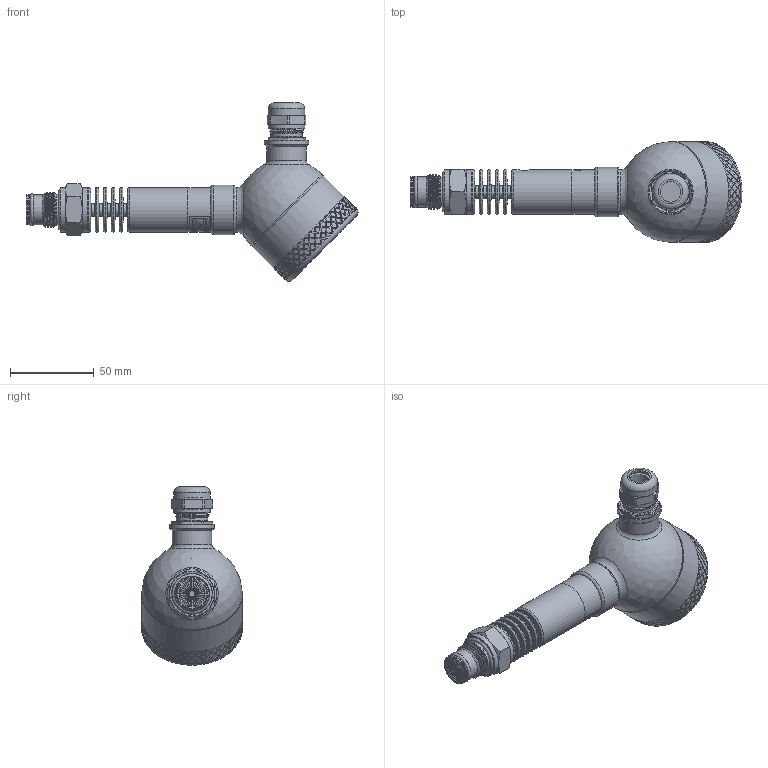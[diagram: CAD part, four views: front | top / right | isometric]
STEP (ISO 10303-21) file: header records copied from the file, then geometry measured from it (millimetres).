
FILE_DESCRIPTION(/* description */ (''),/* implementation_level */ '2;1');
FILE_NAME(/* name */ 'APZ3420mFH_G1''2DIN-solidflush_radiator_1_display.step',/* time_stamp */ '2021-07-07T16:32:13+03:00',/* author */ (''),/* organization */ (''),/* preprocessor_version */ 'ST-DEVELOPER v18.1',/* originating_system */ 'Autodesk Translation Framework v10.9.0.1377',/* authorisation */ '');
FILE_SCHEMA (('AUTOMOTIVE_DESIGN { 1 0 10303 214 3 1 1 }'));
Length unit declared in the file: millimetre
Products named in the file (14): АПЗ420М-полевойкорпус-
заполненный; Заполненный полевой 
корпус v13; Cover for display; Display; M20x1,5 steel cable gland v5; Cuerpo GAE.2000.0 Prensaestopas GADI M20x1.5 IP68 Laton; Junta GAE.2000.0 Prensaestopas GADI M20x1.5 IP68 Laton; Tuerca GAE.2000.0 Prensaestopas GADI M20x1.5 IP68 Laton; Brida GAE.2000.0 Prensaestopas GADI M20x1.5 IP68 Laton; Goma GAE.2000.0 Prensaestopas GADI M20x1.5 IP68 Laton; Main body; Adapter M20x1,5; G1\2 flush diaphragm; shell radiator
Assembly tree (13 placements, depth 4):
  АПЗ420М-полевойкорпус-
заполненный
    Заполненный полевой 
корпус v13
      Cover for display
      Display
      M20x1,5 steel cable gland v5
        Cuerpo GAE.2000.0 Prensaestopas GADI M20x1.5 IP68 Laton
        Junta GAE.2000.0 Prensaestopas GADI M20x1.5 IP68 Laton
        Tuerca GAE.2000.0 Prensaestopas GADI M20x1.5 IP68 Laton
        Brida GAE.2000.0 Prensaestopas GADI M20x1.5 IP68 Laton
        Goma GAE.2000.0 Prensaestopas GADI M20x1.5 IP68 Laton
      Main body
      Adapter M20x1,5
    G1\2 flush diaphragm
    shell radiator
Bounding box: 197.88 x 60.1 x 106.38 mm (x, y, z)
Volume: 248419.2 mm3; surface area: 65137.8 mm2
Topology: 21 solids, 21 shells, 1909 faces, 4789 edges, 3137 vertices
Faces by surface type: bspline 1034, plane 381, cylinder 349, cone 76, torus 68, sphere 1
Full cylindrical faces by diameter (mm): 2 x2, 4 x1, 5 x4, 7.183 x1, 7.5 x5, 12.3 x2, 13 x1, 15 x5, 16 x1, 16.2 x1, 17 x1, 17.15 x1, 17.4 x1, 18 x7, 18.4 x1, 18.526 x5, 18.631 x2, 18.75 x7, 19 x1, 20 x2, 20.203 x5, 20.3 x5, 20.8 x1, 21.6 x1, 21.7 x2, 21.767 x1, 22.4 x1, 23.6 x1, 24 x1, 24.5 x4
Entity records: 79370 total; most frequent: CARTESIAN_POINT 41780, ORIENTED_EDGE 9576, EDGE_CURVE 4788, DIRECTION 4277, VERTEX_POINT 3137, B_SPLINE_CURVE_WITH_KNOTS 2929, EDGE_LOOP 2171, FACE_OUTER_BOUND 1909
